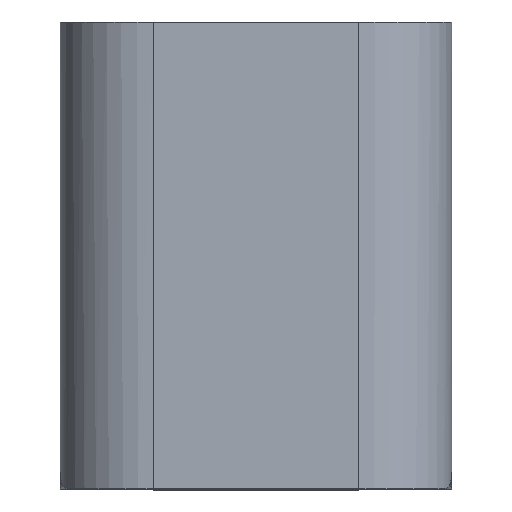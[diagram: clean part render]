
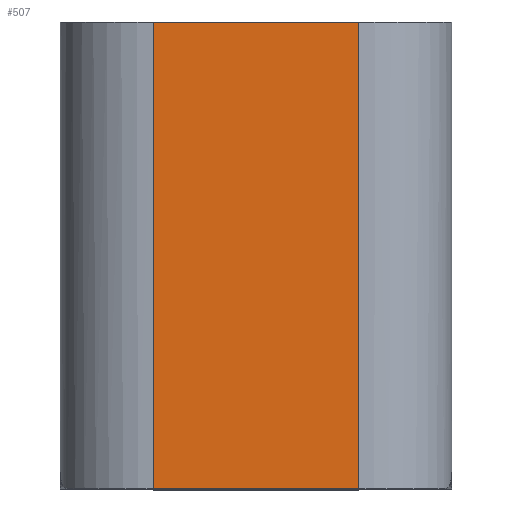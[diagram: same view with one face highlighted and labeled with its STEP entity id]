
A CAD part, top view. The second image highlights one B-rep face of the part: STEP entity #507.
In plain terms, the highlighted planar face has unit normal (0, 0, 1).
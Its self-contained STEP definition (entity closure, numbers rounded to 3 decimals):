
#123 = VERTEX_POINT('',#124);
#124 = CARTESIAN_POINT('',(-5.51,0.,22.));
#131 = EDGE_CURVE('',#123,#132,#134,.T.);
#132 = VERTEX_POINT('',#133);
#133 = CARTESIAN_POINT('',(-5.51,-25.,22.));
#134 = LINE('',#135,#136);
#135 = CARTESIAN_POINT('',(-5.51,0.,22.));
#136 = VECTOR('',#137,1.);
#137 = DIRECTION('',(0.,-1.,0.));
#290 = EDGE_CURVE('',#291,#123,#293,.T.);
#291 = VERTEX_POINT('',#292);
#292 = CARTESIAN_POINT('',(5.51,0.,22.));
#293 = LINE('',#294,#295);
#294 = CARTESIAN_POINT('',(10.5,0.,22.));
#295 = VECTOR('',#296,1.);
#296 = DIRECTION('',(-1.,0.,0.));
#487 = EDGE_CURVE('',#488,#132,#490,.T.);
#488 = VERTEX_POINT('',#489);
#489 = CARTESIAN_POINT('',(5.51,-25.,22.));
#490 = LINE('',#491,#492);
#491 = CARTESIAN_POINT('',(10.5,-25.,22.));
#492 = VECTOR('',#493,1.);
#493 = DIRECTION('',(-1.,0.,0.));
#507 = ADVANCED_FACE('',(#508),#519,.T.);
#508 = FACE_BOUND('',#509,.T.);
#509 = EDGE_LOOP('',(#510,#511,#512,#513));
#510 = ORIENTED_EDGE('',*,*,#290,.T.);
#511 = ORIENTED_EDGE('',*,*,#131,.T.);
#512 = ORIENTED_EDGE('',*,*,#487,.F.);
#513 = ORIENTED_EDGE('',*,*,#514,.F.);
#514 = EDGE_CURVE('',#291,#488,#515,.T.);
#515 = LINE('',#516,#517);
#516 = CARTESIAN_POINT('',(5.51,0.,22.));
#517 = VECTOR('',#518,1.);
#518 = DIRECTION('',(0.,-1.,0.));
#519 = PLANE('',#520);
#520 = AXIS2_PLACEMENT_3D('',#521,#522,#523);
#521 = CARTESIAN_POINT('',(0.,-12.5,22.));
#522 = DIRECTION('',(0.,0.,1.));
#523 = DIRECTION('',(0.,-1.,0.));
